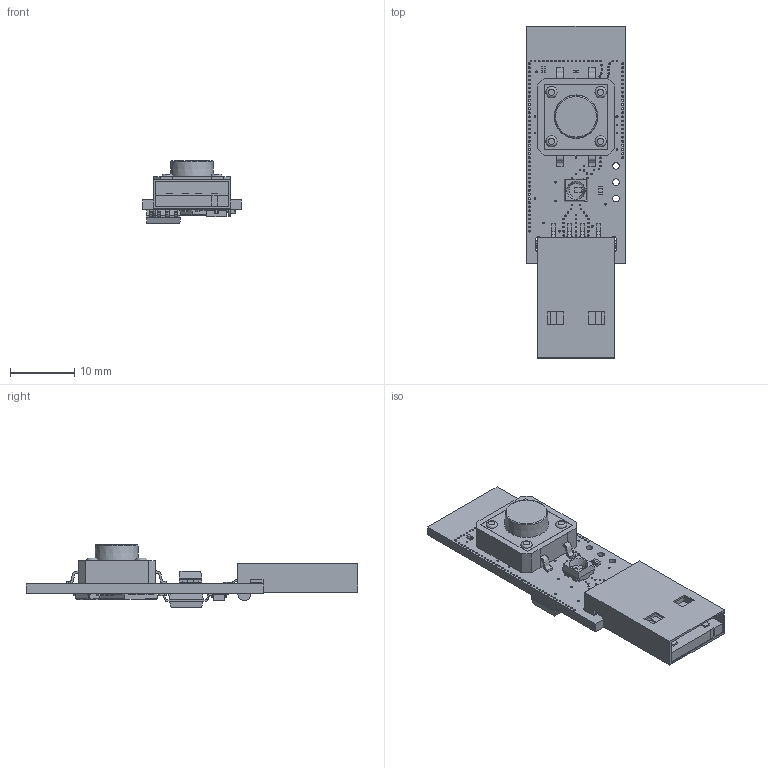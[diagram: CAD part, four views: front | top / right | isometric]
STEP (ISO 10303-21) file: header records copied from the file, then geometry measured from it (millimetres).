
FILE_DESCRIPTION(/* description */ (''),/* implementation_level */ '2;1');
FILE_NAME(/* name */ 'PassVault v5.step',/* time_stamp */ '2021-09-20T00:36:30+02:00',/* author */ (''),/* organization */ (''),/* preprocessor_version */ 'ST-DEVELOPER v18.1',/* originating_system */ 'Autodesk Translation Framework v10.10.0.1391',/* authorisation */ '');
FILE_SCHEMA (('AUTOMOTIVE_DESIGN { 1 0 10303 214 3 1 1 }'));
Length unit declared in the file: millimetre
Products named in the file (17): PassVault; Board; Packages; LED3535; QFN40P700X700X90-57T400N; 1X03; USB-A-SMT-MALE; TRACE_ANTENNA_2.4GHZ_15.2MM; TACTILE_SWITCH_SMD_12MM; C0201; C0402; L0201; R0201; OSCSC320X250X100N; LESD8D3.3CAT5G; SOIC127P790X216-8N; SOT95P280X110-3N
Assembly tree (38 placements, depth 3):
  PassVault
    Board
    Packages
      LED3535
      QFN40P700X700X90-57T400N
      1X03
      USB-A-SMT-MALE
      TRACE_ANTENNA_2.4GHZ_15.2MM
      TACTILE_SWITCH_SMD_12MM
      C0201  x17
      C0402  x4
      L0201  x2
      R0201  x3
      OSCSC320X250X100N
      LESD8D3.3CAT5G
      SOIC127P790X216-8N
      SOT95P280X110-3N
Bounding box: 15.24 x 51.56 x 9.75 mm (x, y, z)
Volume: 2279.5 mm3; surface area: 3530 mm2
Topology: 81 solids, 101 shells, 2265 faces, 5562 edges, 3538 vertices
Faces by surface type: plane 1475, cylinder 590, sphere 146, bspline 47, torus 5, cone 2
Full cylindrical faces by diameter (mm): 0.254 x188, 0.264 x1, 0.3 x1, 0.35 x1, 0.45 x12, 1 x2, 1.016 x3
Entity records: 54867 total; most frequent: CARTESIAN_POINT 10618, ORIENTED_EDGE 8672, DIRECTION 8571, EDGE_CURVE 4336, LINE 3325, VECTOR 3325, VERTEX_POINT 2818, AXIS2_PLACEMENT_3D 2623
